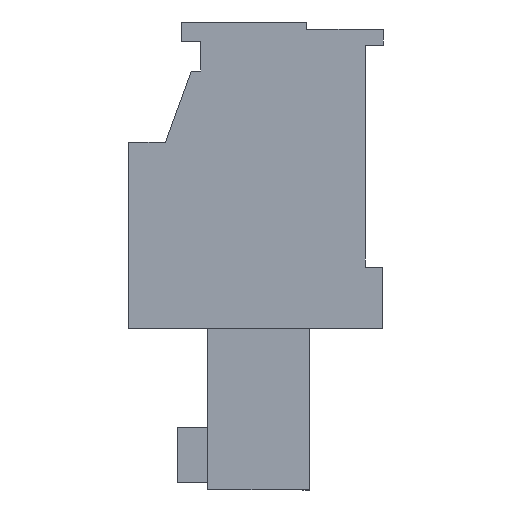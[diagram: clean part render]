
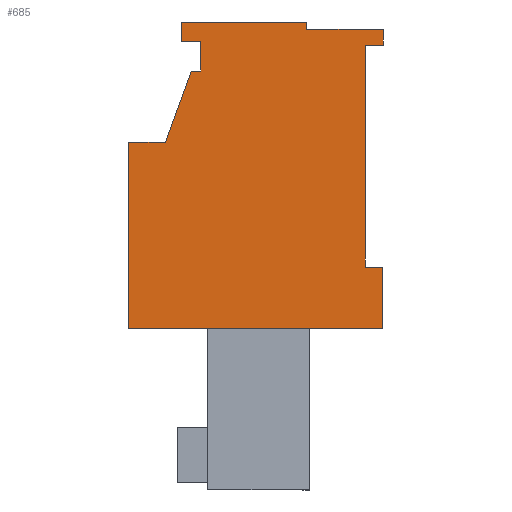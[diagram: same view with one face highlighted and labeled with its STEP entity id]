
A CAD part, left-side view. The second image highlights one B-rep face of the part: STEP entity #685.
In plain terms, the highlighted planar face has unit normal (-1, 0, 0).
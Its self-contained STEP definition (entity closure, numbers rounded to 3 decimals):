
#569=AXIS2_PLACEMENT_3D('Plane Axis2P3D',#566,#567,#568) ;
#49=CARTESIAN_POINT('Vertex',(0.,7.45,17.1)) ;
#52=CARTESIAN_POINT('Line Origine',(0.,7.45,17.7)) ;
#56=CARTESIAN_POINT('Vertex',(0.,7.45,18.3)) ;
#107=CARTESIAN_POINT('Line Origine',(0.,7.647,17.1)) ;
#111=CARTESIAN_POINT('Vertex',(0.,7.844,17.1)) ;
#566=CARTESIAN_POINT('Axis2P3D Location',(0.,5.25,6.6)) ;
#571=CARTESIAN_POINT('Line Origine',(0.,0.05,7.85)) ;
#575=CARTESIAN_POINT('Vertex',(0.,0.05,9.1)) ;
#577=CARTESIAN_POINT('Vertex',(0.,0.05,6.6)) ;
#580=CARTESIAN_POINT('Line Origine',(0.,0.4,9.1)) ;
#584=CARTESIAN_POINT('Vertex',(0.,0.75,9.1)) ;
#587=CARTESIAN_POINT('Line Origine',(0.,0.75,13.625)) ;
#591=CARTESIAN_POINT('Vertex',(0.,0.75,18.15)) ;
#594=CARTESIAN_POINT('Line Origine',(0.,0.375,18.15)) ;
#598=CARTESIAN_POINT('Vertex',(0.,0.,18.15)) ;
#601=CARTESIAN_POINT('Line Origine',(0.,0.,18.475)) ;
#605=CARTESIAN_POINT('Vertex',(0.,0.,18.8)) ;
#608=CARTESIAN_POINT('Line Origine',(0.,1.565,18.8)) ;
#612=CARTESIAN_POINT('Vertex',(0.,3.13,18.8)) ;
#615=CARTESIAN_POINT('Line Origine',(0.,3.13,18.95)) ;
#619=CARTESIAN_POINT('Vertex',(0.,3.13,19.1)) ;
#622=CARTESIAN_POINT('Line Origine',(0.,5.69,19.1)) ;
#626=CARTESIAN_POINT('Vertex',(0.,8.25,19.1)) ;
#629=CARTESIAN_POINT('Line Origine',(0.,8.25,18.7)) ;
#633=CARTESIAN_POINT('Vertex',(0.,8.25,18.3)) ;
#636=CARTESIAN_POINT('Line Origine',(0.,7.85,18.3)) ;
#641=CARTESIAN_POINT('Line Origine',(0.,8.372,15.65)) ;
#645=CARTESIAN_POINT('Vertex',(0.,8.9,14.2)) ;
#648=CARTESIAN_POINT('Line Origine',(0.,9.65,14.2)) ;
#652=CARTESIAN_POINT('Vertex',(0.,10.4,14.2)) ;
#655=CARTESIAN_POINT('Line Origine',(0.,10.4,10.4)) ;
#659=CARTESIAN_POINT('Vertex',(0.,10.4,6.6)) ;
#662=CARTESIAN_POINT('Line Origine',(0.,5.225,6.6)) ;
#53=DIRECTION('Vector Direction',(0.,0.,1.)) ;
#108=DIRECTION('Vector Direction',(0.,-1.,0.)) ;
#567=DIRECTION('Axis2P3D Direction',(1.,0.,0.)) ;
#568=DIRECTION('Axis2P3D XDirection',(0.,1.,0.)) ;
#572=DIRECTION('Vector Direction',(0.,0.,-1.)) ;
#581=DIRECTION('Vector Direction',(0.,-1.,0.)) ;
#588=DIRECTION('Vector Direction',(0.,0.,-1.)) ;
#595=DIRECTION('Vector Direction',(0.,1.,0.)) ;
#602=DIRECTION('Vector Direction',(0.,0.,-1.)) ;
#609=DIRECTION('Vector Direction',(0.,-1.,0.)) ;
#616=DIRECTION('Vector Direction',(0.,0.,1.)) ;
#623=DIRECTION('Vector Direction',(0.,-1.,0.)) ;
#630=DIRECTION('Vector Direction',(0.,0.,1.)) ;
#637=DIRECTION('Vector Direction',(0.,-1.,0.)) ;
#642=DIRECTION('Vector Direction',(0.,-0.342,0.94)) ;
#649=DIRECTION('Vector Direction',(0.,-1.,0.)) ;
#656=DIRECTION('Vector Direction',(0.,0.,1.)) ;
#663=DIRECTION('Vector Direction',(0.,1.,0.)) ;
#54=VECTOR('Line Direction',#53,1.) ;
#109=VECTOR('Line Direction',#108,1.) ;
#573=VECTOR('Line Direction',#572,1.) ;
#582=VECTOR('Line Direction',#581,1.) ;
#589=VECTOR('Line Direction',#588,1.) ;
#596=VECTOR('Line Direction',#595,1.) ;
#603=VECTOR('Line Direction',#602,1.) ;
#610=VECTOR('Line Direction',#609,1.) ;
#617=VECTOR('Line Direction',#616,1.) ;
#624=VECTOR('Line Direction',#623,1.) ;
#631=VECTOR('Line Direction',#630,1.) ;
#638=VECTOR('Line Direction',#637,1.) ;
#643=VECTOR('Line Direction',#642,1.) ;
#650=VECTOR('Line Direction',#649,1.) ;
#657=VECTOR('Line Direction',#656,1.) ;
#664=VECTOR('Line Direction',#663,1.) ;
#668=ORIENTED_EDGE('',*,*,#579,.F.) ;
#669=ORIENTED_EDGE('',*,*,#586,.F.) ;
#670=ORIENTED_EDGE('',*,*,#593,.F.) ;
#671=ORIENTED_EDGE('',*,*,#600,.F.) ;
#672=ORIENTED_EDGE('',*,*,#607,.F.) ;
#673=ORIENTED_EDGE('',*,*,#614,.F.) ;
#674=ORIENTED_EDGE('',*,*,#621,.T.) ;
#675=ORIENTED_EDGE('',*,*,#628,.F.) ;
#676=ORIENTED_EDGE('',*,*,#635,.F.) ;
#677=ORIENTED_EDGE('',*,*,#640,.T.) ;
#678=ORIENTED_EDGE('',*,*,#58,.F.) ;
#679=ORIENTED_EDGE('',*,*,#113,.F.) ;
#680=ORIENTED_EDGE('',*,*,#647,.F.) ;
#681=ORIENTED_EDGE('',*,*,#654,.F.) ;
#682=ORIENTED_EDGE('',*,*,#661,.F.) ;
#683=ORIENTED_EDGE('',*,*,#666,.F.) ;
#685=ADVANCED_FACE('HOUSING',(#684),#570,.F.) ;
#58=EDGE_CURVE('',#50,#57,#55,.T.) ;
#113=EDGE_CURVE('',#112,#50,#110,.T.) ;
#579=EDGE_CURVE('',#576,#578,#574,.T.) ;
#586=EDGE_CURVE('',#585,#576,#583,.T.) ;
#593=EDGE_CURVE('',#592,#585,#590,.T.) ;
#600=EDGE_CURVE('',#599,#592,#597,.T.) ;
#607=EDGE_CURVE('',#606,#599,#604,.T.) ;
#614=EDGE_CURVE('',#613,#606,#611,.T.) ;
#621=EDGE_CURVE('',#613,#620,#618,.T.) ;
#628=EDGE_CURVE('',#627,#620,#625,.T.) ;
#635=EDGE_CURVE('',#634,#627,#632,.T.) ;
#640=EDGE_CURVE('',#634,#57,#639,.T.) ;
#647=EDGE_CURVE('',#646,#112,#644,.T.) ;
#654=EDGE_CURVE('',#653,#646,#651,.T.) ;
#661=EDGE_CURVE('',#660,#653,#658,.T.) ;
#666=EDGE_CURVE('',#578,#660,#665,.T.) ;
#667=EDGE_LOOP('',(#668,#669,#670,#671,#672,#673,#674,#675,#676,#677,#678,#679,#680,#681,#682,#683)) ;
#684=FACE_OUTER_BOUND('',#667,.T.) ;
#55=LINE('Line',#52,#54) ;
#110=LINE('Line',#107,#109) ;
#574=LINE('Line',#571,#573) ;
#583=LINE('Line',#580,#582) ;
#590=LINE('Line',#587,#589) ;
#597=LINE('Line',#594,#596) ;
#604=LINE('Line',#601,#603) ;
#611=LINE('Line',#608,#610) ;
#618=LINE('Line',#615,#617) ;
#625=LINE('Line',#622,#624) ;
#632=LINE('Line',#629,#631) ;
#639=LINE('Line',#636,#638) ;
#644=LINE('Line',#641,#643) ;
#651=LINE('Line',#648,#650) ;
#658=LINE('Line',#655,#657) ;
#665=LINE('Line',#662,#664) ;
#570=PLANE('',#569) ;
#50=VERTEX_POINT('',#49) ;
#57=VERTEX_POINT('',#56) ;
#112=VERTEX_POINT('',#111) ;
#576=VERTEX_POINT('',#575) ;
#578=VERTEX_POINT('',#577) ;
#585=VERTEX_POINT('',#584) ;
#592=VERTEX_POINT('',#591) ;
#599=VERTEX_POINT('',#598) ;
#606=VERTEX_POINT('',#605) ;
#613=VERTEX_POINT('',#612) ;
#620=VERTEX_POINT('',#619) ;
#627=VERTEX_POINT('',#626) ;
#634=VERTEX_POINT('',#633) ;
#646=VERTEX_POINT('',#645) ;
#653=VERTEX_POINT('',#652) ;
#660=VERTEX_POINT('',#659) ;
